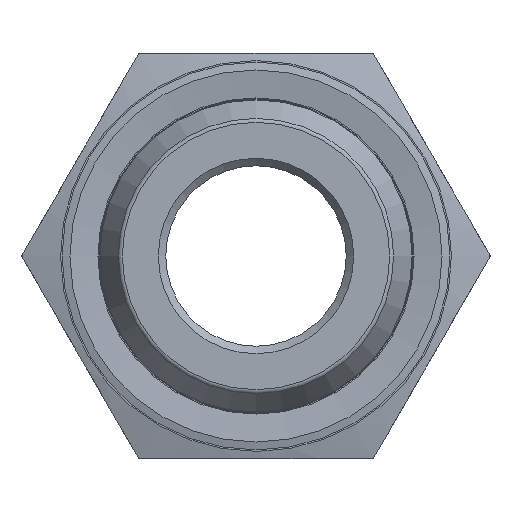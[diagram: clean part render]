
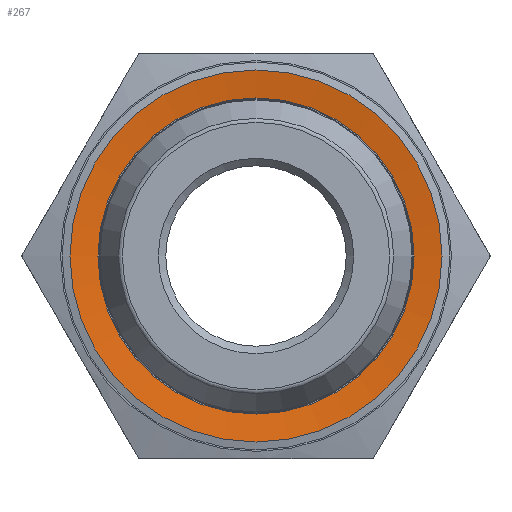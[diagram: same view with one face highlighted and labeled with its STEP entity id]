
A CAD part, left-side view. The second image highlights one B-rep face of the part: STEP entity #267.
In plain terms, the highlighted conical face has half-angle 82 degrees and reference radius 12.375 mm.
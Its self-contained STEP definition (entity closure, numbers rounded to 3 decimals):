
#107=CONICAL_SURFACE('',#1052,12.375,82.);
#141=FACE_BOUND('',#385,.T.);
#142=FACE_BOUND('',#386,.T.);
#203=CIRCLE('',#1049,10.517);
#204=CIRCLE('',#1051,12.375);
#267=ADVANCED_FACE('',(#141,#142),#107,.F.);
#385=EDGE_LOOP('',(#631));
#386=EDGE_LOOP('',(#632));
#631=ORIENTED_EDGE('',*,*,#939,.T.);
#632=ORIENTED_EDGE('',*,*,#940,.F.);
#823=VERTEX_POINT('',#1944);
#824=VERTEX_POINT('',#1947);
#939=EDGE_CURVE('',#823,#823,#203,.T.);
#940=EDGE_CURVE('',#824,#824,#204,.T.);
#1049=AXIS2_PLACEMENT_3D('',#1943,#1207,#1208);
#1051=AXIS2_PLACEMENT_3D('',#1946,#1211,#1212);
#1052=AXIS2_PLACEMENT_3D('',#1948,#1213,#1214);
#1207=DIRECTION('',(1.,0.,0.));
#1208=DIRECTION('',(0.,0.,1.));
#1211=DIRECTION('',(1.,0.,0.));
#1212=DIRECTION('',(0.,0.,1.));
#1213=DIRECTION('',(-1.,0.,0.));
#1214=DIRECTION('',(0.,0.,1.));
#1943=CARTESIAN_POINT('',(14.261,0.,0.));
#1944=CARTESIAN_POINT('',(14.261,0.,10.517));
#1946=CARTESIAN_POINT('',(14.,0.,0.));
#1947=CARTESIAN_POINT('',(14.,0.,12.375));
#1948=CARTESIAN_POINT('',(14.,0.,0.));
